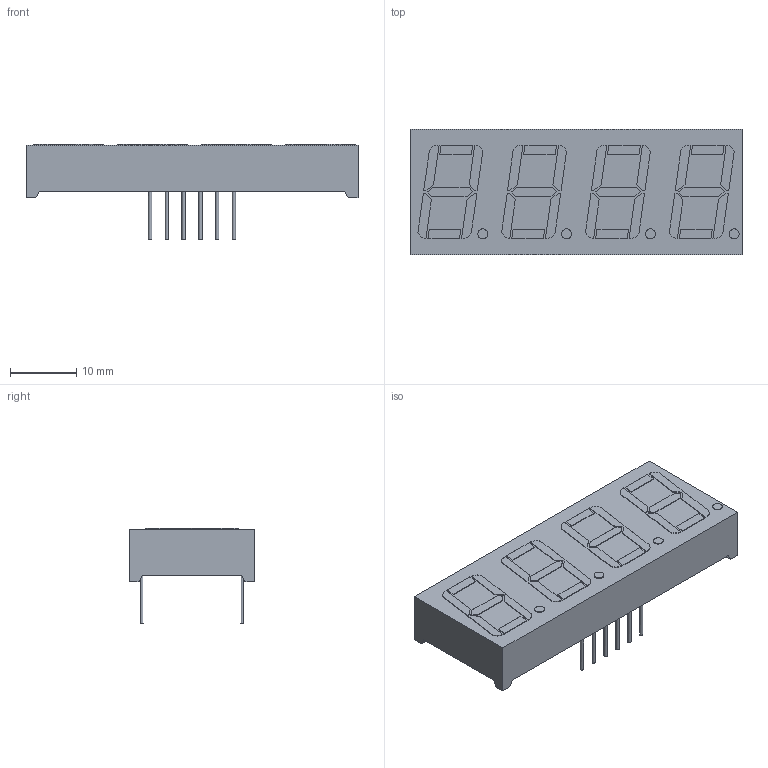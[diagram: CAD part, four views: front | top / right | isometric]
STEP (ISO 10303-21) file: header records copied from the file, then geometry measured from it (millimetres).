
FILE_DESCRIPTION(('FreeCAD Model'),'2;1');
FILE_NAME('Open CASCADE Shape Model','2022-03-08T16:34:27',('Author'),( ''),'Open CASCADE STEP processor 7.5','FreeCAD','Unknown');
FILE_SCHEMA(('AUTOMOTIVE_DESIGN { 1 0 10303 214 1 1 1 1 }'));
Length unit declared in the file: millimetre
Products named in the file (1): GNQ-5641
Bounding box: 50.3 x 19 x 14.4 mm (x, y, z)
Volume: 6743.6 mm3; surface area: 3087.3 mm2
Topology: 1 solids, 1 shells, 218 faces, 544 edges, 360 vertices
Faces by surface type: plane 186, cylinder 32
Full cylindrical faces by diameter (mm): 0.51 x12, 1.5 x4
Entity records: 14788 total; most frequent: CARTESIAN_POINT 2691, DIRECTION 1878, LINE 1216, VECTOR 1216, ORIENTED_EDGE 1088, PCURVE 1088, DEFINITIONAL_REPRESENTATION 1088, EDGE_CURVE 544
